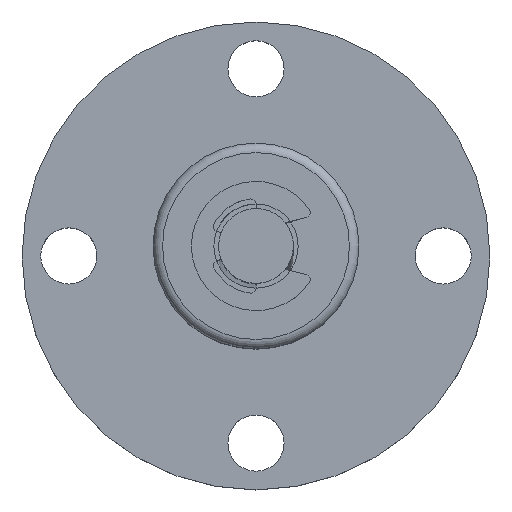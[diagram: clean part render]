
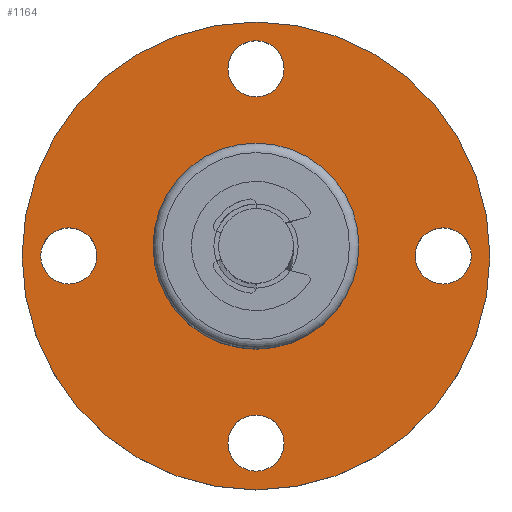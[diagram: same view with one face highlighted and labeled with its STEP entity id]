
A CAD part, top view. The second image highlights one B-rep face of the part: STEP entity #1164.
In plain terms, the highlighted face is planar.
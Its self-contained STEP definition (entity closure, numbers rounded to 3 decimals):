
#664 = CYLINDRICAL_SURFACE('',#665,25.);
#665 = AXIS2_PLACEMENT_3D('',#666,#667,#668);
#666 = CARTESIAN_POINT('',(0.,0.,
    0.));
#667 = DIRECTION('',(-0.,-0.,-1.));
#668 = DIRECTION('',(1.,0.,0.));
#695 = CYLINDRICAL_SURFACE('',#696,3.);
#696 = AXIS2_PLACEMENT_3D('',#697,#698,#699);
#697 = CARTESIAN_POINT('',(-20.,0.,
    0.));
#698 = DIRECTION('',(-0.,-0.,-1.));
#699 = DIRECTION('',(1.,0.,0.));
#726 = CYLINDRICAL_SURFACE('',#727,3.);
#727 = AXIS2_PLACEMENT_3D('',#728,#729,#730);
#728 = CARTESIAN_POINT('',(0.,20.,
    0.));
#729 = DIRECTION('',(-0.,-0.,-1.));
#730 = DIRECTION('',(1.,0.,0.));
#757 = CYLINDRICAL_SURFACE('',#758,3.);
#758 = AXIS2_PLACEMENT_3D('',#759,#760,#761);
#759 = CARTESIAN_POINT('',(20.,0.,
    0.));
#760 = DIRECTION('',(-0.,-0.,-1.));
#761 = DIRECTION('',(1.,0.,0.));
#788 = CYLINDRICAL_SURFACE('',#789,3.);
#789 = AXIS2_PLACEMENT_3D('',#790,#791,#792);
#790 = CARTESIAN_POINT('',(0.,-20.,
    0.));
#791 = DIRECTION('',(-0.,-0.,-1.));
#792 = DIRECTION('',(1.,0.,0.));
#860 = VERTEX_POINT('',#861);
#861 = CARTESIAN_POINT('',(25.,0.,
    6.));
#882 = EDGE_CURVE('',#860,#860,#883,.T.);
#883 = SURFACE_CURVE('',#884,(#889,#896),.PCURVE_S1.);
#884 = CIRCLE('',#885,25.);
#885 = AXIS2_PLACEMENT_3D('',#886,#887,#888);
#886 = CARTESIAN_POINT('',(0.,0.,
    6.));
#887 = DIRECTION('',(0.,0.,1.));
#888 = DIRECTION('',(1.,0.,0.));
#889 = PCURVE('',#664,#890);
#890 = DEFINITIONAL_REPRESENTATION('',(#891),#895);
#891 = LINE('',#892,#893);
#892 = CARTESIAN_POINT('',(6.283,-6.));
#893 = VECTOR('',#894,1.);
#894 = DIRECTION('',(-1.,0.));
#895 = ( GEOMETRIC_REPRESENTATION_CONTEXT(2) 
PARAMETRIC_REPRESENTATION_CONTEXT() REPRESENTATION_CONTEXT('2D SPACE',''
  ) );
#896 = PCURVE('',#897,#902);
#897 = PLANE('',#898);
#898 = AXIS2_PLACEMENT_3D('',#899,#900,#901);
#899 = CARTESIAN_POINT('',(0.,0.,
    6.));
#900 = DIRECTION('',(0.,0.,1.));
#901 = DIRECTION('',(1.,0.,0.));
#902 = DEFINITIONAL_REPRESENTATION('',(#903),#907);
#903 = CIRCLE('',#904,25.);
#904 = AXIS2_PLACEMENT_2D('',#905,#906);
#905 = CARTESIAN_POINT('',(0.,0.));
#906 = DIRECTION('',(1.,0.));
#907 = ( GEOMETRIC_REPRESENTATION_CONTEXT(2) 
PARAMETRIC_REPRESENTATION_CONTEXT() REPRESENTATION_CONTEXT('2D SPACE',''
  ) );
#915 = VERTEX_POINT('',#916);
#916 = CARTESIAN_POINT('',(-17.,0.,
    6.));
#937 = EDGE_CURVE('',#915,#915,#938,.T.);
#938 = SURFACE_CURVE('',#939,(#944,#951),.PCURVE_S1.);
#939 = CIRCLE('',#940,3.);
#940 = AXIS2_PLACEMENT_3D('',#941,#942,#943);
#941 = CARTESIAN_POINT('',(-20.,0.,
    6.));
#942 = DIRECTION('',(0.,0.,1.));
#943 = DIRECTION('',(1.,0.,0.));
#944 = PCURVE('',#695,#945);
#945 = DEFINITIONAL_REPRESENTATION('',(#946),#950);
#946 = LINE('',#947,#948);
#947 = CARTESIAN_POINT('',(6.283,-6.));
#948 = VECTOR('',#949,1.);
#949 = DIRECTION('',(-1.,0.));
#950 = ( GEOMETRIC_REPRESENTATION_CONTEXT(2) 
PARAMETRIC_REPRESENTATION_CONTEXT() REPRESENTATION_CONTEXT('2D SPACE',''
  ) );
#951 = PCURVE('',#897,#952);
#952 = DEFINITIONAL_REPRESENTATION('',(#953),#957);
#953 = CIRCLE('',#954,3.);
#954 = AXIS2_PLACEMENT_2D('',#955,#956);
#955 = CARTESIAN_POINT('',(-20.,0.));
#956 = DIRECTION('',(1.,0.));
#957 = ( GEOMETRIC_REPRESENTATION_CONTEXT(2) 
PARAMETRIC_REPRESENTATION_CONTEXT() REPRESENTATION_CONTEXT('2D SPACE',''
  ) );
#965 = VERTEX_POINT('',#966);
#966 = CARTESIAN_POINT('',(3.,20.,6.
    ));
#987 = EDGE_CURVE('',#965,#965,#988,.T.);
#988 = SURFACE_CURVE('',#989,(#994,#1001),.PCURVE_S1.);
#989 = CIRCLE('',#990,3.);
#990 = AXIS2_PLACEMENT_3D('',#991,#992,#993);
#991 = CARTESIAN_POINT('',(0.,20.,
    6.));
#992 = DIRECTION('',(0.,0.,1.));
#993 = DIRECTION('',(1.,0.,0.));
#994 = PCURVE('',#726,#995);
#995 = DEFINITIONAL_REPRESENTATION('',(#996),#1000);
#996 = LINE('',#997,#998);
#997 = CARTESIAN_POINT('',(6.283,-6.));
#998 = VECTOR('',#999,1.);
#999 = DIRECTION('',(-1.,0.));
#1000 = ( GEOMETRIC_REPRESENTATION_CONTEXT(2) 
PARAMETRIC_REPRESENTATION_CONTEXT() REPRESENTATION_CONTEXT('2D SPACE',''
  ) );
#1001 = PCURVE('',#897,#1002);
#1002 = DEFINITIONAL_REPRESENTATION('',(#1003),#1007);
#1003 = CIRCLE('',#1004,3.);
#1004 = AXIS2_PLACEMENT_2D('',#1005,#1006);
#1005 = CARTESIAN_POINT('',(0.,20.));
#1006 = DIRECTION('',(1.,0.));
#1007 = ( GEOMETRIC_REPRESENTATION_CONTEXT(2) 
PARAMETRIC_REPRESENTATION_CONTEXT() REPRESENTATION_CONTEXT('2D SPACE',''
  ) );
#1015 = VERTEX_POINT('',#1016);
#1016 = CARTESIAN_POINT('',(23.,0.,
    6.));
#1037 = EDGE_CURVE('',#1015,#1015,#1038,.T.);
#1038 = SURFACE_CURVE('',#1039,(#1044,#1051),.PCURVE_S1.);
#1039 = CIRCLE('',#1040,3.);
#1040 = AXIS2_PLACEMENT_3D('',#1041,#1042,#1043);
#1041 = CARTESIAN_POINT('',(20.,0.,
    6.));
#1042 = DIRECTION('',(0.,0.,1.));
#1043 = DIRECTION('',(1.,0.,0.));
#1044 = PCURVE('',#757,#1045);
#1045 = DEFINITIONAL_REPRESENTATION('',(#1046),#1050);
#1046 = LINE('',#1047,#1048);
#1047 = CARTESIAN_POINT('',(6.283,-6.));
#1048 = VECTOR('',#1049,1.);
#1049 = DIRECTION('',(-1.,0.));
#1050 = ( GEOMETRIC_REPRESENTATION_CONTEXT(2) 
PARAMETRIC_REPRESENTATION_CONTEXT() REPRESENTATION_CONTEXT('2D SPACE',''
  ) );
#1051 = PCURVE('',#897,#1052);
#1052 = DEFINITIONAL_REPRESENTATION('',(#1053),#1057);
#1053 = CIRCLE('',#1054,3.);
#1054 = AXIS2_PLACEMENT_2D('',#1055,#1056);
#1055 = CARTESIAN_POINT('',(20.,0.));
#1056 = DIRECTION('',(1.,0.));
#1057 = ( GEOMETRIC_REPRESENTATION_CONTEXT(2) 
PARAMETRIC_REPRESENTATION_CONTEXT() REPRESENTATION_CONTEXT('2D SPACE',''
  ) );
#1065 = VERTEX_POINT('',#1066);
#1066 = CARTESIAN_POINT('',(3.,-20.,
    6.));
#1087 = EDGE_CURVE('',#1065,#1065,#1088,.T.);
#1088 = SURFACE_CURVE('',#1089,(#1094,#1101),.PCURVE_S1.);
#1089 = CIRCLE('',#1090,3.);
#1090 = AXIS2_PLACEMENT_3D('',#1091,#1092,#1093);
#1091 = CARTESIAN_POINT('',(0.,-20.,
    6.));
#1092 = DIRECTION('',(0.,0.,1.));
#1093 = DIRECTION('',(1.,0.,0.));
#1094 = PCURVE('',#788,#1095);
#1095 = DEFINITIONAL_REPRESENTATION('',(#1096),#1100);
#1096 = LINE('',#1097,#1098);
#1097 = CARTESIAN_POINT('',(6.283,-6.));
#1098 = VECTOR('',#1099,1.);
#1099 = DIRECTION('',(-1.,0.));
#1100 = ( GEOMETRIC_REPRESENTATION_CONTEXT(2) 
PARAMETRIC_REPRESENTATION_CONTEXT() REPRESENTATION_CONTEXT('2D SPACE',''
  ) );
#1101 = PCURVE('',#897,#1102);
#1102 = DEFINITIONAL_REPRESENTATION('',(#1103),#1107);
#1103 = CIRCLE('',#1104,3.);
#1104 = AXIS2_PLACEMENT_2D('',#1105,#1106);
#1105 = CARTESIAN_POINT('',(0.,-20.));
#1106 = DIRECTION('',(1.,0.));
#1107 = ( GEOMETRIC_REPRESENTATION_CONTEXT(2) 
PARAMETRIC_REPRESENTATION_CONTEXT() REPRESENTATION_CONTEXT('2D SPACE',''
  ) );
#1164 = ADVANCED_FACE('',(#1165,#1168,#1171,#1202,#1205,#1208),#897,.F.
  );
#1165 = FACE_BOUND('',#1166,.F.);
#1166 = EDGE_LOOP('',(#1167));
#1167 = ORIENTED_EDGE('',*,*,#882,.T.);
#1168 = FACE_BOUND('',#1169,.F.);
#1169 = EDGE_LOOP('',(#1170));
#1170 = ORIENTED_EDGE('',*,*,#937,.F.);
#1171 = FACE_BOUND('',#1172,.F.);
#1172 = EDGE_LOOP('',(#1173));
#1173 = ORIENTED_EDGE('',*,*,#1174,.F.);
#1174 = EDGE_CURVE('',#1175,#1175,#1177,.T.);
#1175 = VERTEX_POINT('',#1176);
#1176 = CARTESIAN_POINT('',(4.25,0.,
    6.));
#1177 = SURFACE_CURVE('',#1178,(#1183,#1190),.PCURVE_S1.);
#1178 = CIRCLE('',#1179,4.25);
#1179 = AXIS2_PLACEMENT_3D('',#1180,#1181,#1182);
#1180 = CARTESIAN_POINT('',(0.,0.,
    6.));
#1181 = DIRECTION('',(0.,0.,1.));
#1182 = DIRECTION('',(1.,0.,0.));
#1183 = PCURVE('',#897,#1184);
#1184 = DEFINITIONAL_REPRESENTATION('',(#1185),#1189);
#1185 = CIRCLE('',#1186,4.25);
#1186 = AXIS2_PLACEMENT_2D('',#1187,#1188);
#1187 = CARTESIAN_POINT('',(0.,0.));
#1188 = DIRECTION('',(1.,0.));
#1189 = ( GEOMETRIC_REPRESENTATION_CONTEXT(2) 
PARAMETRIC_REPRESENTATION_CONTEXT() REPRESENTATION_CONTEXT('2D SPACE',''
  ) );
#1190 = PCURVE('',#1191,#1196);
#1191 = CYLINDRICAL_SURFACE('',#1192,4.25);
#1192 = AXIS2_PLACEMENT_3D('',#1193,#1194,#1195);
#1193 = CARTESIAN_POINT('',(0.,0.,
    6.));
#1194 = DIRECTION('',(0.,0.,1.));
#1195 = DIRECTION('',(1.,0.,0.));
#1196 = DEFINITIONAL_REPRESENTATION('',(#1197),#1201);
#1197 = LINE('',#1198,#1199);
#1198 = CARTESIAN_POINT('',(0.,0.));
#1199 = VECTOR('',#1200,1.);
#1200 = DIRECTION('',(1.,0.));
#1201 = ( GEOMETRIC_REPRESENTATION_CONTEXT(2) 
PARAMETRIC_REPRESENTATION_CONTEXT() REPRESENTATION_CONTEXT('2D SPACE',''
  ) );
#1202 = FACE_BOUND('',#1203,.F.);
#1203 = EDGE_LOOP('',(#1204));
#1204 = ORIENTED_EDGE('',*,*,#987,.F.);
#1205 = FACE_BOUND('',#1206,.F.);
#1206 = EDGE_LOOP('',(#1207));
#1207 = ORIENTED_EDGE('',*,*,#1037,.F.);
#1208 = FACE_BOUND('',#1209,.F.);
#1209 = EDGE_LOOP('',(#1210));
#1210 = ORIENTED_EDGE('',*,*,#1087,.F.);
